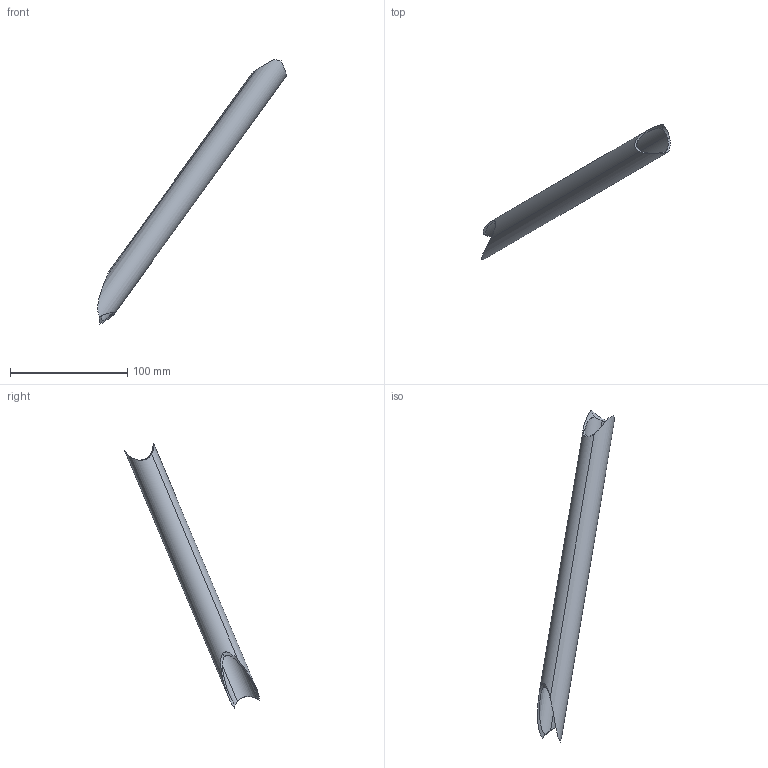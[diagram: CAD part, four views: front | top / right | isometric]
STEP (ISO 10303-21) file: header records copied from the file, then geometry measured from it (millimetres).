
FILE_DESCRIPTION(('CATIA V5 STEP Exchange'),'2;1');
FILE_NAME('23.stp','2023-02-20T09:43:48+00:00',('none'),('none'),'CATIA Version 5 Release 19 SP 2 (IN-10)','CATIA V5 STEP AP203','none');
FILE_SCHEMA(('CONFIG_CONTROL_DESIGN'));
Length unit declared in the file: millimetre
Products named in the file (1): Shape_486
Bounding box: 160.55 x 114.85 x 225.47 mm (x, y, z)
Volume: 28095.6 mm3; surface area: 37969.7 mm2
Topology: 1 solids, 1 shells, 13 faces, 41 edges, 28 vertices
Faces by surface type: cylinder 11, bspline 2
Entity records: 2151 total; most frequent: CARTESIAN_POINT 1814, ORIENTED_EDGE 82, EDGE_CURVE 41, B_SPLINE_CURVE_WITH_KNOTS 33, DIRECTION 29, VERTEX_POINT 28, ADVANCED_FACE 13, EDGE_LOOP 13
